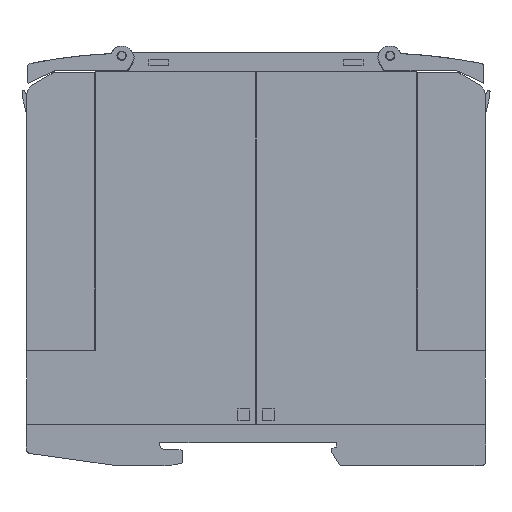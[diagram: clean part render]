
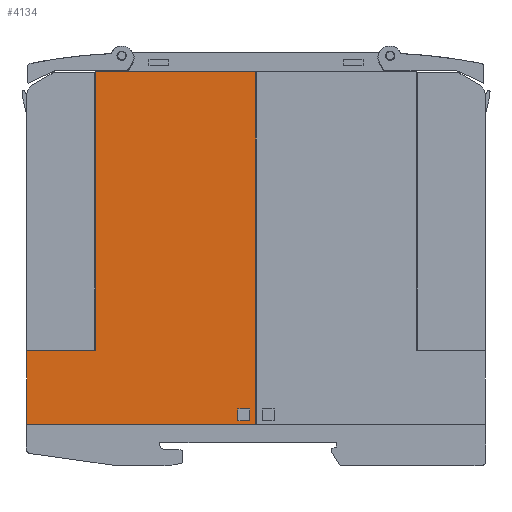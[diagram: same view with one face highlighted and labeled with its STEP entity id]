
A CAD part, left-side view. The second image highlights one B-rep face of the part: STEP entity #4134.
In plain terms, the highlighted planar face has unit normal (-1, 0, 0).
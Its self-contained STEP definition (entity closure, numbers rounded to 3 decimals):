
#4134=ADVANCED_FACE('',(#8413,#8414),#8415,.T.);
#8413=FACE_OUTER_BOUND('',#12726,.T.);
#8414=FACE_BOUND('',#12727,.T.);
#8415=PLANE('',#12728);
#12726=EDGE_LOOP('',(#25816,#25817,#25818,#25819,#25820,#25821));
#12727=EDGE_LOOP('',(#25822,#25823,#25824,#25825));
#12728=AXIS2_PLACEMENT_3D('',#25826,#25827,#25828);
#25816=ORIENTED_EDGE('',*,*,#27756,.T.);
#25817=ORIENTED_EDGE('',*,*,#31332,.F.);
#25818=ORIENTED_EDGE('',*,*,#31319,.T.);
#25819=ORIENTED_EDGE('',*,*,#31225,.T.);
#25820=ORIENTED_EDGE('',*,*,#31336,.T.);
#25821=ORIENTED_EDGE('',*,*,#27769,.T.);
#25822=ORIENTED_EDGE('',*,*,#31324,.T.);
#25823=ORIENTED_EDGE('',*,*,#31305,.T.);
#25824=ORIENTED_EDGE('',*,*,#31313,.T.);
#25825=ORIENTED_EDGE('',*,*,#31328,.T.);
#25826=CARTESIAN_POINT('',(0.05,75.949,9.001));
#25827=DIRECTION('',(-1.0,0.0,0.0));
#25828=DIRECTION('',(0.0,1.0,0.0));
#27756=EDGE_CURVE('',#33834,#33831,#33835,.T.);
#27769=EDGE_CURVE('',#33858,#33834,#33859,.T.);
#31225=EDGE_CURVE('',#38971,#38969,#38972,.T.);
#31305=EDGE_CURVE('',#39092,#39090,#39093,.T.);
#31313=EDGE_CURVE('',#39090,#39101,#39103,.T.);
#31319=EDGE_CURVE('',#39112,#38971,#39113,.T.);
#31324=EDGE_CURVE('',#39120,#39092,#39121,.T.);
#31328=EDGE_CURVE('',#39101,#39120,#39125,.T.);
#31332=EDGE_CURVE('',#39112,#33831,#39129,.T.);
#31336=EDGE_CURVE('',#38969,#33858,#39133,.T.);
#33831=VERTEX_POINT('',#43116);
#33834=VERTEX_POINT('',#43120);
#33835=LINE('',#43121,#43122);
#33858=VERTEX_POINT('',#43156);
#33859=LINE('',#43157,#43158);
#38969=VERTEX_POINT('',#50881);
#38971=VERTEX_POINT('',#50884);
#38972=LINE('',#50885,#50886);
#39090=VERTEX_POINT('',#51061);
#39092=VERTEX_POINT('',#51064);
#39093=LINE('',#51065,#51066);
#39101=VERTEX_POINT('',#51078);
#39103=LINE('',#51081,#51082);
#39112=VERTEX_POINT('',#51095);
#39113=LINE('',#51096,#51097);
#39120=VERTEX_POINT('',#51107);
#39121=LINE('',#51108,#51109);
#39125=LINE('',#51115,#51116);
#39129=LINE('',#51121,#51122);
#39133=LINE('',#51127,#51128);
#43116=CARTESIAN_POINT('',(0.05,100.899,25.101));
#43120=CARTESIAN_POINT('',(0.05,85.799,25.101));
#43121=CARTESIAN_POINT('',(0.05,84.674,25.101));
#43122=VECTOR('',#52947,1.0);
#43156=CARTESIAN_POINT('',(0.05,85.799,85.801));
#43157=CARTESIAN_POINT('',(0.05,85.799,32.226));
#43158=VECTOR('',#52959,1.0);
#50881=CARTESIAN_POINT('',(0.05,50.999,85.801));
#50884=CARTESIAN_POINT('',(0.05,50.999,9.001));
#50885=CARTESIAN_POINT('',(0.05,50.999,9.001));
#50886=VECTOR('',#56230,1.0);
#51061=CARTESIAN_POINT('',(0.05,54.899,9.801));
#51064=CARTESIAN_POINT('',(0.05,52.299,9.801));
#51065=CARTESIAN_POINT('',(0.05,64.774,9.801));
#51066=VECTOR('',#56289,1.0);
#51078=CARTESIAN_POINT('',(0.05,54.899,12.401));
#51081=CARTESIAN_POINT('',(0.05,54.899,10.051));
#51082=VECTOR('',#56295,1.0);
#51095=CARTESIAN_POINT('',(0.05,100.899,9.001));
#51096=CARTESIAN_POINT('',(0.05,100.899,9.001));
#51097=VECTOR('',#56300,1.0);
#51107=CARTESIAN_POINT('',(0.05,52.299,12.401));
#51108=CARTESIAN_POINT('',(0.05,52.299,10.051));
#51109=VECTOR('',#56304,1.0);
#51115=CARTESIAN_POINT('',(0.05,64.774,12.401));
#51116=VECTOR('',#56307,1.0);
#51121=CARTESIAN_POINT('',(0.05,100.899,9.001));
#51122=VECTOR('',#56309,1.0);
#51127=CARTESIAN_POINT('',(0.05,100.899,85.801));
#51128=VECTOR('',#56311,1.0);
#52947=DIRECTION('',(0.0,1.0,0.0));
#52959=DIRECTION('',(0.0,0.0,-1.0));
#56230=DIRECTION('',(0.0,0.0,1.0));
#56289=DIRECTION('',(0.0,1.0,0.0));
#56295=DIRECTION('',(0.0,0.0,1.0));
#56300=DIRECTION('',(0.0,-1.0,0.0));
#56304=DIRECTION('',(0.0,0.0,-1.0));
#56307=DIRECTION('',(0.0,-1.0,0.0));
#56309=DIRECTION('',(0.0,0.0,1.0));
#56311=DIRECTION('',(0.0,1.0,0.0));
